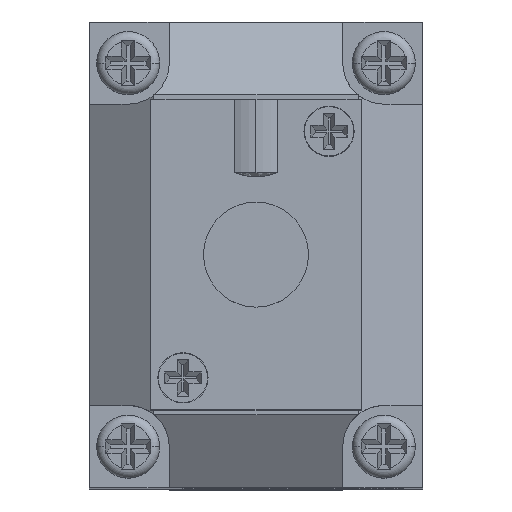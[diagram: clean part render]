
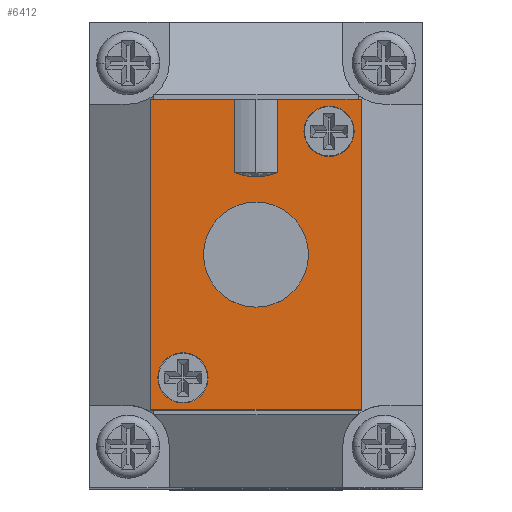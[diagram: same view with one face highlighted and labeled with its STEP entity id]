
A CAD part, top view. The second image highlights one B-rep face of the part: STEP entity #6412.
In plain terms, the highlighted planar face has unit normal (0, 0, 1).
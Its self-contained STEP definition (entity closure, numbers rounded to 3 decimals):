
#204 = AXIS2_PLACEMENT_3D ( 'NONE', #6794, #6795, #6796 ) ;
#376 = AXIS2_PLACEMENT_3D ( 'NONE', #3260, #3261, #3262 ) ;
#377 = AXIS2_PLACEMENT_3D ( 'NONE', #3265, #3266, #3267 ) ;
#378 = AXIS2_PLACEMENT_3D ( 'NONE', #3268, #3269, #3270 ) ;
#379 = AXIS2_PLACEMENT_3D ( 'NONE', #3271, #3272, #3273 ) ;
#380 = AXIS2_PLACEMENT_3D ( 'NONE', #3276, #3277, #3278 ) ;
#382 = AXIS2_PLACEMENT_3D ( 'NONE', #3289, #3290, #3292 ) ;
#384 = AXIS2_PLACEMENT_3D ( 'NONE', #3306, #3307, #3309 ) ;
#2115 = LINE ( 'NONE', #3250, #2117 ) ;
#2117 = VECTOR ( 'NONE', #3251, 1000. ) ;
#2118 = LINE ( 'NONE', #3252, #2119 ) ;
#2119 = VECTOR ( 'NONE', #3253, 1000. ) ;
#2120 = LINE ( 'NONE', #3254, #2121 ) ;
#2121 = VECTOR ( 'NONE', #3255, 1000. ) ;
#2122 = LINE ( 'NONE', #3256, #2123 ) ;
#2123 = VECTOR ( 'NONE', #3257, 1000. ) ;
#2124 = LINE ( 'NONE', #3258, #2125 ) ;
#2125 = VECTOR ( 'NONE', #3259, 1000. ) ;
#2126 = LINE ( 'NONE', #3263, #2128 ) ;
#2127 = CIRCLE ( 'NONE', #376, 6. ) ;
#2128 = VECTOR ( 'NONE', #3264, 1000. ) ;
#2129 = CIRCLE ( 'NONE', #377, 2.75 ) ;
#2134 = CIRCLE ( 'NONE', #378, 2.75 ) ;
#2136 = CIRCLE ( 'NONE', #379, 5.75 ) ;
#2139 = CIRCLE ( 'NONE', #380, 5.75 ) ;
#2145 = CIRCLE ( 'NONE', #382, 2.75 ) ;
#2151 = CIRCLE ( 'NONE', #384, 2.75 ) ;
#2176 = LINE ( 'NONE', #3364, #2178 ) ;
#2178 = VECTOR ( 'NONE', #3365, 1000. ) ;
#3250 = CARTESIAN_POINT ( 'NONE',  ( -11.5, 17., 13. ) ) ;
#3251 = DIRECTION ( 'NONE',  ( -1., 0., 0. ) ) ;
#3252 = CARTESIAN_POINT ( 'NONE',  ( 11.5, 17., 13. ) ) ;
#3253 = DIRECTION ( 'NONE',  ( 0., 1., 0. ) ) ;
#3254 = CARTESIAN_POINT ( 'NONE',  ( -11.5, -17., 13. ) ) ;
#3255 = DIRECTION ( 'NONE',  ( 1., 0., 0. ) ) ;
#3256 = CARTESIAN_POINT ( 'NONE',  ( -11.5, 17., 13. ) ) ;
#3257 = DIRECTION ( 'NONE',  ( 0., -1., 0. ) ) ;
#3258 = CARTESIAN_POINT ( 'NONE',  ( -11.5, 17., 13. ) ) ;
#3259 = DIRECTION ( 'NONE',  ( -1., 0., 0. ) ) ;
#3260 = CARTESIAN_POINT ( 'NONE',  ( 0., 14.5, 13. ) ) ;
#3261 = DIRECTION ( 'NONE',  ( 0., 0., -1. ) ) ;
#3262 = DIRECTION ( 'NONE',  ( 1., 0., 0. ) ) ;
#3263 = CARTESIAN_POINT ( 'NONE',  ( 2.398, 9., 13. ) ) ;
#3264 = DIRECTION ( 'NONE',  ( 0., 1., 0. ) ) ;
#3265 = CARTESIAN_POINT ( 'NONE',  ( -8., -13.5, 13. ) ) ;
#3266 = DIRECTION ( 'NONE',  ( 0., 0., 1. ) ) ;
#3267 = DIRECTION ( 'NONE',  ( 1., 0., 0. ) ) ;
#3268 = CARTESIAN_POINT ( 'NONE',  ( 8., 13.5, 13. ) ) ;
#3269 = DIRECTION ( 'NONE',  ( 0., 0., 1. ) ) ;
#3270 = DIRECTION ( 'NONE',  ( 1., 0., 0. ) ) ;
#3271 = CARTESIAN_POINT ( 'NONE',  ( 0., 0., 13. ) ) ;
#3272 = DIRECTION ( 'NONE',  ( 0., 0., 1. ) ) ;
#3273 = DIRECTION ( 'NONE',  ( 1., 0., 0. ) ) ;
#3276 = CARTESIAN_POINT ( 'NONE',  ( 0., 0., 13. ) ) ;
#3277 = DIRECTION ( 'NONE',  ( 0., 0., 1. ) ) ;
#3278 = DIRECTION ( 'NONE',  ( 1., 0., 0. ) ) ;
#3289 = CARTESIAN_POINT ( 'NONE',  ( 8., 13.5, 13. ) ) ;
#3290 = DIRECTION ( 'NONE',  ( 0., 0., 1. ) ) ;
#3292 = DIRECTION ( 'NONE',  ( 1., 0., 0. ) ) ;
#3306 = CARTESIAN_POINT ( 'NONE',  ( -8., -13.5, 13. ) ) ;
#3307 = DIRECTION ( 'NONE',  ( 0., 0., 1. ) ) ;
#3309 = DIRECTION ( 'NONE',  ( 1., 0., 0. ) ) ;
#3364 = CARTESIAN_POINT ( 'NONE',  ( -2.398, 9., 13. ) ) ;
#3365 = DIRECTION ( 'NONE',  ( 0., 1., 0. ) ) ;
#3963 = FACE_BOUND ( 'NONE', #7435, .T. ) ;
#3964 = FACE_BOUND ( 'NONE', #7455, .T. ) ;
#3965 = FACE_BOUND ( 'NONE', #7462, .T. ) ;
#3966 = FACE_OUTER_BOUND ( 'NONE', #7432, .T. ) ;
#4385 = CARTESIAN_POINT ( 'NONE',  ( 11.5, -17., 13. ) ) ;
#4394 = CARTESIAN_POINT ( 'NONE',  ( -11.5, 17., 13. ) ) ;
#4396 = CARTESIAN_POINT ( 'NONE',  ( -11.5, -17., 13. ) ) ;
#4445 = CARTESIAN_POINT ( 'NONE',  ( 11.5, 17., 13. ) ) ;
#4553 = CARTESIAN_POINT ( 'NONE',  ( 2.398, 9., 13. ) ) ;
#4580 = CARTESIAN_POINT ( 'NONE',  ( 2.398, 17., 13. ) ) ;
#4586 = CARTESIAN_POINT ( 'NONE',  ( -2.398, 17., 13. ) ) ;
#4590 = CARTESIAN_POINT ( 'NONE',  ( -10.75, -13.5, 13. ) ) ;
#4602 = CARTESIAN_POINT ( 'NONE',  ( 10.75, 13.5, 13. ) ) ;
#4619 = CARTESIAN_POINT ( 'NONE',  ( -2.398, 9., 13. ) ) ;
#4620 = CARTESIAN_POINT ( 'NONE',  ( 5.25, 13.5, 13. ) ) ;
#4623 = CARTESIAN_POINT ( 'NONE',  ( 5.75, 0., 13. ) ) ;
#4629 = CARTESIAN_POINT ( 'NONE',  ( -5.25, -13.5, 13. ) ) ;
#4647 = CARTESIAN_POINT ( 'NONE',  ( -5.75, 0., 13. ) ) ;
#6038 = VERTEX_POINT ( 'NONE', #4647 ) ;
#6061 = VERTEX_POINT ( 'NONE', #4629 ) ;
#6069 = VERTEX_POINT ( 'NONE', #4623 ) ;
#6074 = VERTEX_POINT ( 'NONE', #4620 ) ;
#6076 = VERTEX_POINT ( 'NONE', #4619 ) ;
#6097 = VERTEX_POINT ( 'NONE', #4602 ) ;
#6105 = VERTEX_POINT ( 'NONE', #4590 ) ;
#6108 = VERTEX_POINT ( 'NONE', #4586 ) ;
#6113 = VERTEX_POINT ( 'NONE', #4580 ) ;
#6133 = VERTEX_POINT ( 'NONE', #4553 ) ;
#6184 = VERTEX_POINT ( 'NONE', #4445 ) ;
#6203 = VERTEX_POINT ( 'NONE', #4396 ) ;
#6204 = VERTEX_POINT ( 'NONE', #4394 ) ;
#6207 = VERTEX_POINT ( 'NONE', #4385 ) ;
#6412 = ADVANCED_FACE ( 'NONE', ( #3963, #3964, #3965, #3966 ), #6793, .T. ) ;
#6793 = PLANE ( 'NONE',  #204 ) ;
#6794 = CARTESIAN_POINT ( 'NONE',  ( 11.5, -17., 13. ) ) ;
#6795 = DIRECTION ( 'NONE',  ( 0., 0., 1. ) ) ;
#6796 = DIRECTION ( 'NONE',  ( 1., 0., 0. ) ) ;
#7432 = EDGE_LOOP ( 'NONE', ( #8389, #8361, #8353, #8354, #8355, #8356, #8357, #8358 ) ) ;
#7435 = EDGE_LOOP ( 'NONE', ( #8396, #8393 ) ) ;
#7455 = EDGE_LOOP ( 'NONE', ( #8394, #8392 ) ) ;
#7462 = EDGE_LOOP ( 'NONE', ( #8391, #8390 ) ) ;
#8353 = ORIENTED_EDGE ( 'NONE', *, *, #8892, .T. ) ;
#8354 = ORIENTED_EDGE ( 'NONE', *, *, #8859, .T. ) ;
#8355 = ORIENTED_EDGE ( 'NONE', *, *, #8858, .T. ) ;
#8356 = ORIENTED_EDGE ( 'NONE', *, *, #8857, .T. ) ;
#8357 = ORIENTED_EDGE ( 'NONE', *, *, #8856, .T. ) ;
#8358 = ORIENTED_EDGE ( 'NONE', *, *, #8855, .T. ) ;
#8361 = ORIENTED_EDGE ( 'NONE', *, *, #8860, .T. ) ;
#8389 = ORIENTED_EDGE ( 'NONE', *, *, #8861, .F. ) ;
#8390 = ORIENTED_EDGE ( 'NONE', *, *, #8874, .F. ) ;
#8391 = ORIENTED_EDGE ( 'NONE', *, *, #8862, .F. ) ;
#8392 = ORIENTED_EDGE ( 'NONE', *, *, #8870, .F. ) ;
#8393 = ORIENTED_EDGE ( 'NONE', *, *, #8866, .F. ) ;
#8394 = ORIENTED_EDGE ( 'NONE', *, *, #8863, .F. ) ;
#8396 = ORIENTED_EDGE ( 'NONE', *, *, #8864, .F. ) ;
#8855 = EDGE_CURVE ( 'NONE', #6184, #6113, #2115, .T. ) ;
#8856 = EDGE_CURVE ( 'NONE', #6207, #6184, #2118, .T. ) ;
#8857 = EDGE_CURVE ( 'NONE', #6203, #6207, #2120, .T. ) ;
#8858 = EDGE_CURVE ( 'NONE', #6204, #6203, #2122, .T. ) ;
#8859 = EDGE_CURVE ( 'NONE', #6108, #6204, #2124, .T. ) ;
#8860 = EDGE_CURVE ( 'NONE', #6133, #6076, #2127, .T. ) ;
#8861 = EDGE_CURVE ( 'NONE', #6133, #6113, #2126, .T. ) ;
#8862 = EDGE_CURVE ( 'NONE', #6061, #6105, #2129, .T. ) ;
#8863 = EDGE_CURVE ( 'NONE', #6097, #6074, #2134, .T. ) ;
#8864 = EDGE_CURVE ( 'NONE', #6069, #6038, #2136, .T. ) ;
#8866 = EDGE_CURVE ( 'NONE', #6038, #6069, #2139, .T. ) ;
#8870 = EDGE_CURVE ( 'NONE', #6074, #6097, #2145, .T. ) ;
#8874 = EDGE_CURVE ( 'NONE', #6105, #6061, #2151, .T. ) ;
#8892 = EDGE_CURVE ( 'NONE', #6076, #6108, #2176, .T. ) ;
